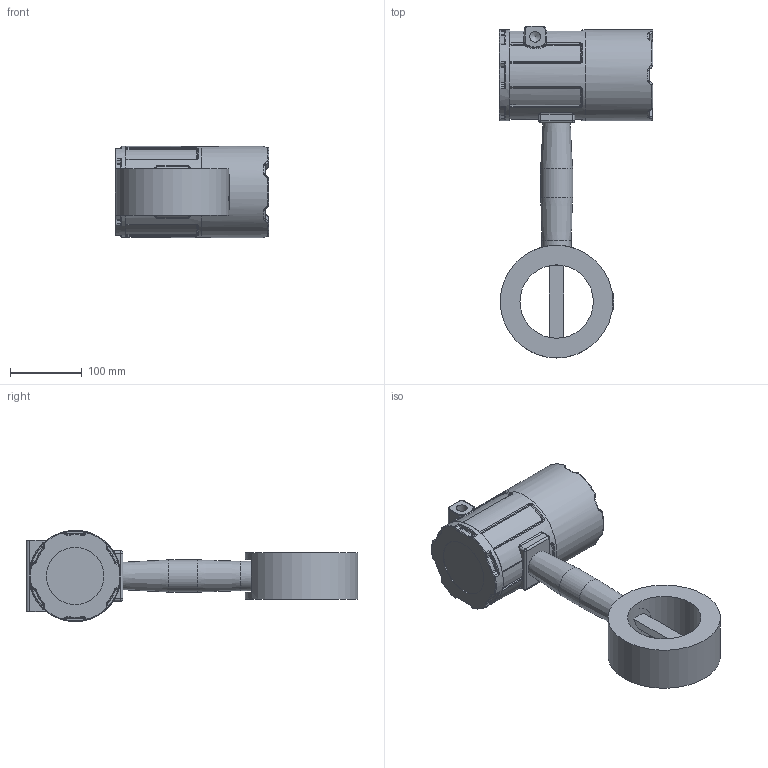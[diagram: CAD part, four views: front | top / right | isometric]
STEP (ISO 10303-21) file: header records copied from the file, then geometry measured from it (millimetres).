
FILE_DESCRIPTION(/* description */ (''),/* implementation_level */ '2;1');
FILE_NAME(/* name */ '1300XP, 4INCH, WAFER TYPE ASSEMBLY.stp',/* time_stamp */ '2025-05-27T11:28:15+05:30',/* author */ ('Office'),/* organization */ (''),/* preprocessor_version */ 'ST-DEVELOPER v20.1',/* originating_system */ 'Autodesk Inventor 2026',/* authorisation */ '');
FILE_SCHEMA (('AUTOMOTIVE_DESIGN { 1 0 10303 214 3 1 1 }'));
Length unit declared in the file: millimetre
Products named in the file (4): 1300XP, 4INCH, WAFER TYPE ASSEMBLY; 4INCH WAFER TYPE; 1300XP SHEDDAER BAR 4INCH; 1300XP HOUSING 4INCH-
Assembly tree (3 placements, depth 2):
  1300XP, 4INCH, WAFER TYPE ASSEMBLY
    4INCH WAFER TYPE
    1300XP SHEDDAER BAR 4INCH
    1300XP HOUSING 4INCH-
Bounding box: 214 x 462.5 x 127 mm (x, y, z)
Volume: 3584671.7 mm3; surface area: 286266.5 mm2
Topology: 5 solids, 5 shells, 573 faces, 1343 edges, 762 vertices
Faces by surface type: bspline 178, cylinder 175, torus 126, plane 74, sphere 16, cone 4
Full cylindrical faces by diameter (mm): 15 x1, 41 x1, 45 x1, 75 x1, 80 x1, 102.26 x1, 127 x3, 157 x1
Entity records: 21334 total; most frequent: CARTESIAN_POINT 8212, ORIENTED_EDGE 2636, DIRECTION 2617, EDGE_CURVE 1318, AXIS2_PLACEMENT_3D 1161, VERTEX_POINT 762, CIRCLE 695, EDGE_LOOP 582
